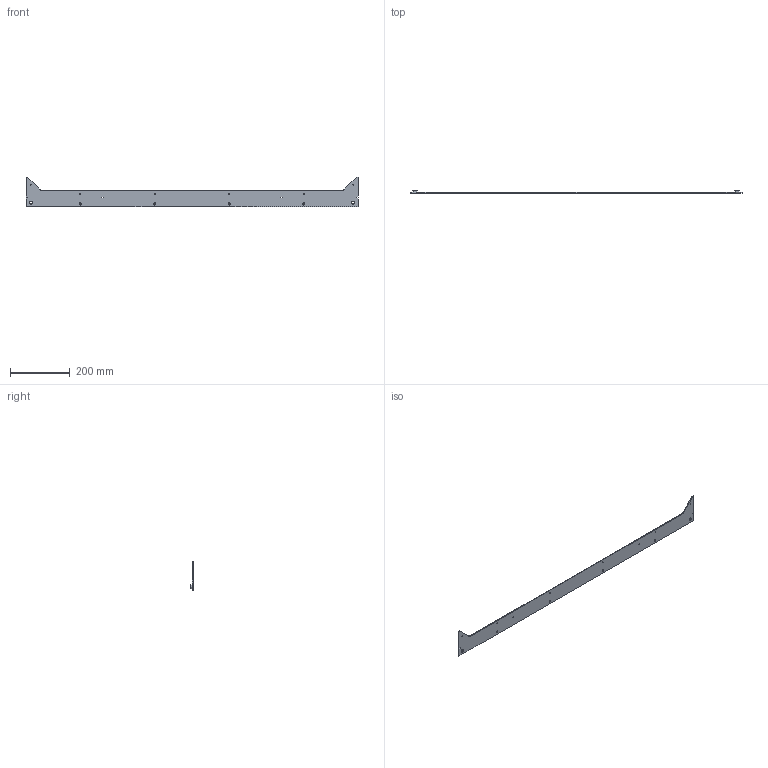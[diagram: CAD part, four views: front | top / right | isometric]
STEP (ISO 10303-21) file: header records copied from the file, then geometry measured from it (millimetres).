
FILE_DESCRIPTION (( 'STEP AP203' ), '1' );
FILE_NAME ('CV03-F15_REV_A.step', '2025-08-17T05:19:01', ( '' ), ( '' ), 'SwSTEP 2.0', 'SolidWorks 2024', '' );
FILE_SCHEMA (( 'CONFIG_CONTROL_DESIGN' ));
Length unit declared in the file: millimetre
Products named in the file (3): CV03-F15_REV_A; CV03-C-01; weldnut_WELDNUT-M8
Assembly tree (3 placements, depth 2):
  CV03-F15_REV_A
    CV03-C-01
    weldnut_WELDNUT-M8  x2
Bounding box: 1113.61 x 8.82 x 100 mm (x, y, z)
Volume: 188316.9 mm3; surface area: 134200.7 mm2
Topology: 3 solids, 3 shells, 122 faces, 324 edges, 210 vertices
Faces by surface type: plane 64, cylinder 44, cone 14
Entity records: 3436 total; most frequent: CARTESIAN_POINT 599, DIRECTION 527, ORIENTED_EDGE 516, EDGE_CURVE 258, AXIS2_PLACEMENT_3D 181, VERTEX_POINT 169, VECTOR 165, LINE 165
